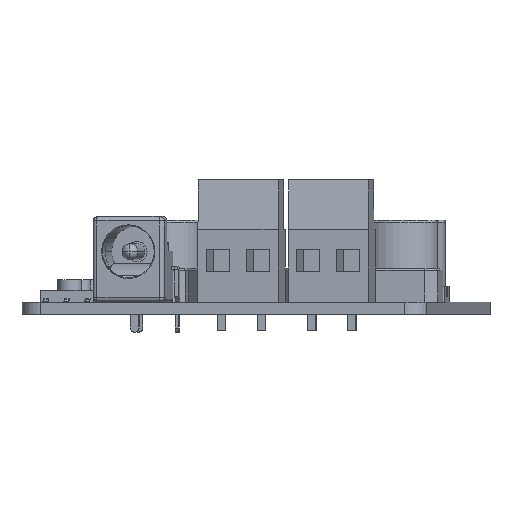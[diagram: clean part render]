
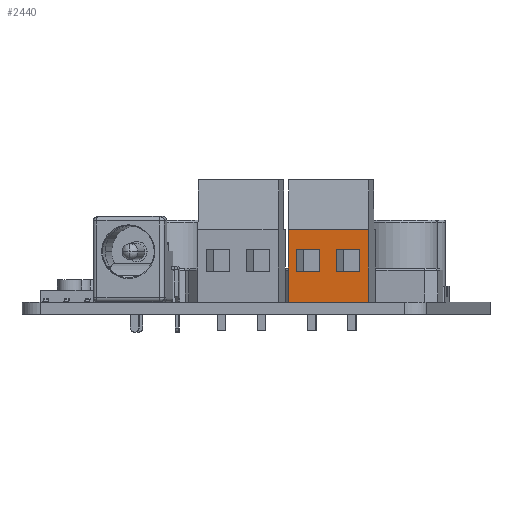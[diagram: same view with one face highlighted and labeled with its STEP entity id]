
A CAD part, left-side view. The second image highlights one B-rep face of the part: STEP entity #2440.
In plain terms, the highlighted face is planar.
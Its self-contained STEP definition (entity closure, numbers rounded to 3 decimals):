
#2104=CARTESIAN_POINT('Vertex',(9.,0.,-5.)) ;
#2107=CARTESIAN_POINT('Line Origine',(9.,4.5,-5.)) ;
#2111=CARTESIAN_POINT('Vertex',(9.,9.,-5.)) ;
#2138=CARTESIAN_POINT('Vertex',(9.,9.,-15.)) ;
#2141=CARTESIAN_POINT('Line Origine',(9.,9.,-10.)) ;
#2165=CARTESIAN_POINT('Line Origine',(9.,4.5,-15.)) ;
#2169=CARTESIAN_POINT('Vertex',(9.,0.,-15.)) ;
#2281=CARTESIAN_POINT('Line Origine',(9.,0.,-10.)) ;
#2361=CARTESIAN_POINT('Axis2P3D Location',(9.,9.,-5.)) ;
#2372=CARTESIAN_POINT('Line Origine',(9.,5.2,-8.9)) ;
#2376=CARTESIAN_POINT('Vertex',(9.,3.8,-8.9)) ;
#2378=CARTESIAN_POINT('Vertex',(9.,6.6,-8.9)) ;
#2381=CARTESIAN_POINT('Line Origine',(9.,3.8,-7.5)) ;
#2385=CARTESIAN_POINT('Vertex',(9.,3.8,-6.1)) ;
#2388=CARTESIAN_POINT('Line Origine',(9.,5.2,-6.1)) ;
#2392=CARTESIAN_POINT('Vertex',(9.,6.6,-6.1)) ;
#2395=CARTESIAN_POINT('Line Origine',(9.,6.6,-7.5)) ;
#2406=CARTESIAN_POINT('Line Origine',(9.,5.2,-13.9)) ;
#2410=CARTESIAN_POINT('Vertex',(9.,3.8,-13.9)) ;
#2412=CARTESIAN_POINT('Vertex',(9.,6.6,-13.9)) ;
#2415=CARTESIAN_POINT('Line Origine',(9.,3.8,-12.5)) ;
#2419=CARTESIAN_POINT('Vertex',(9.,3.8,-11.1)) ;
#2422=CARTESIAN_POINT('Line Origine',(9.,5.2,-11.1)) ;
#2426=CARTESIAN_POINT('Vertex',(9.,6.6,-11.1)) ;
#2429=CARTESIAN_POINT('Line Origine',(9.,6.6,-12.5)) ;
#2108=DIRECTION('Vector Direction',(0.,-1.,0.)) ;
#2142=DIRECTION('Vector Direction',(0.,0.,-1.)) ;
#2166=DIRECTION('Vector Direction',(0.,-1.,0.)) ;
#2282=DIRECTION('Vector Direction',(0.,0.,-1.)) ;
#2362=DIRECTION('Axis2P3D Direction',(1.,0.,-0.)) ;
#2363=DIRECTION('Axis2P3D XDirection',(0.,1.,0.)) ;
#2373=DIRECTION('Vector Direction',(0.,1.,0.)) ;
#2382=DIRECTION('Vector Direction',(0.,0.,-1.)) ;
#2389=DIRECTION('Vector Direction',(0.,-1.,0.)) ;
#2396=DIRECTION('Vector Direction',(0.,0.,1.)) ;
#2407=DIRECTION('Vector Direction',(0.,1.,0.)) ;
#2416=DIRECTION('Vector Direction',(0.,0.,-1.)) ;
#2423=DIRECTION('Vector Direction',(0.,-1.,0.)) ;
#2430=DIRECTION('Vector Direction',(0.,0.,1.)) ;
#2364=AXIS2_PLACEMENT_3D('Plane Axis2P3D',#2361,#2362,#2363) ;
#2367=ORIENTED_EDGE('',*,*,#2171,.F.) ;
#2368=ORIENTED_EDGE('',*,*,#2145,.F.) ;
#2369=ORIENTED_EDGE('',*,*,#2113,.T.) ;
#2370=ORIENTED_EDGE('',*,*,#2285,.T.) ;
#2401=ORIENTED_EDGE('',*,*,#2380,.F.) ;
#2402=ORIENTED_EDGE('',*,*,#2387,.F.) ;
#2403=ORIENTED_EDGE('',*,*,#2394,.F.) ;
#2404=ORIENTED_EDGE('',*,*,#2399,.F.) ;
#2435=ORIENTED_EDGE('',*,*,#2414,.F.) ;
#2436=ORIENTED_EDGE('',*,*,#2421,.F.) ;
#2437=ORIENTED_EDGE('',*,*,#2428,.F.) ;
#2438=ORIENTED_EDGE('',*,*,#2433,.F.) ;
#2405=FACE_BOUND('',#2400,.T.) ;
#2439=FACE_BOUND('',#2434,.T.) ;
#2109=VECTOR('Line Direction',#2108,1.) ;
#2143=VECTOR('Line Direction',#2142,1.) ;
#2167=VECTOR('Line Direction',#2166,1.) ;
#2283=VECTOR('Line Direction',#2282,1.) ;
#2374=VECTOR('Line Direction',#2373,1.) ;
#2383=VECTOR('Line Direction',#2382,1.) ;
#2390=VECTOR('Line Direction',#2389,1.) ;
#2397=VECTOR('Line Direction',#2396,1.) ;
#2408=VECTOR('Line Direction',#2407,1.) ;
#2417=VECTOR('Line Direction',#2416,1.) ;
#2424=VECTOR('Line Direction',#2423,1.) ;
#2431=VECTOR('Line Direction',#2430,1.) ;
#2440=ADVANCED_FACE('Draft1',(#2371,#2405,#2439),#2365,.T.) ;
#2113=EDGE_CURVE('',#2112,#2105,#2110,.T.) ;
#2145=EDGE_CURVE('',#2112,#2139,#2144,.T.) ;
#2171=EDGE_CURVE('',#2139,#2170,#2168,.T.) ;
#2285=EDGE_CURVE('',#2105,#2170,#2284,.T.) ;
#2380=EDGE_CURVE('',#2377,#2379,#2375,.T.) ;
#2387=EDGE_CURVE('',#2386,#2377,#2384,.T.) ;
#2394=EDGE_CURVE('',#2393,#2386,#2391,.T.) ;
#2399=EDGE_CURVE('',#2379,#2393,#2398,.T.) ;
#2414=EDGE_CURVE('',#2411,#2413,#2409,.T.) ;
#2421=EDGE_CURVE('',#2420,#2411,#2418,.T.) ;
#2428=EDGE_CURVE('',#2427,#2420,#2425,.T.) ;
#2433=EDGE_CURVE('',#2413,#2427,#2432,.T.) ;
#2366=EDGE_LOOP('',(#2367,#2368,#2369,#2370)) ;
#2400=EDGE_LOOP('',(#2401,#2402,#2403,#2404)) ;
#2434=EDGE_LOOP('',(#2435,#2436,#2437,#2438)) ;
#2371=FACE_OUTER_BOUND('',#2366,.T.) ;
#2110=LINE('Line',#2107,#2109) ;
#2144=LINE('Line',#2141,#2143) ;
#2168=LINE('Line',#2165,#2167) ;
#2284=LINE('Line',#2281,#2283) ;
#2375=LINE('Line',#2372,#2374) ;
#2384=LINE('Line',#2381,#2383) ;
#2391=LINE('Line',#2388,#2390) ;
#2398=LINE('Line',#2395,#2397) ;
#2409=LINE('Line',#2406,#2408) ;
#2418=LINE('Line',#2415,#2417) ;
#2425=LINE('Line',#2422,#2424) ;
#2432=LINE('Line',#2429,#2431) ;
#2365=PLANE('Plane',#2364) ;
#2105=VERTEX_POINT('',#2104) ;
#2112=VERTEX_POINT('',#2111) ;
#2139=VERTEX_POINT('',#2138) ;
#2170=VERTEX_POINT('',#2169) ;
#2377=VERTEX_POINT('',#2376) ;
#2379=VERTEX_POINT('',#2378) ;
#2386=VERTEX_POINT('',#2385) ;
#2393=VERTEX_POINT('',#2392) ;
#2411=VERTEX_POINT('',#2410) ;
#2413=VERTEX_POINT('',#2412) ;
#2420=VERTEX_POINT('',#2419) ;
#2427=VERTEX_POINT('',#2426) ;
